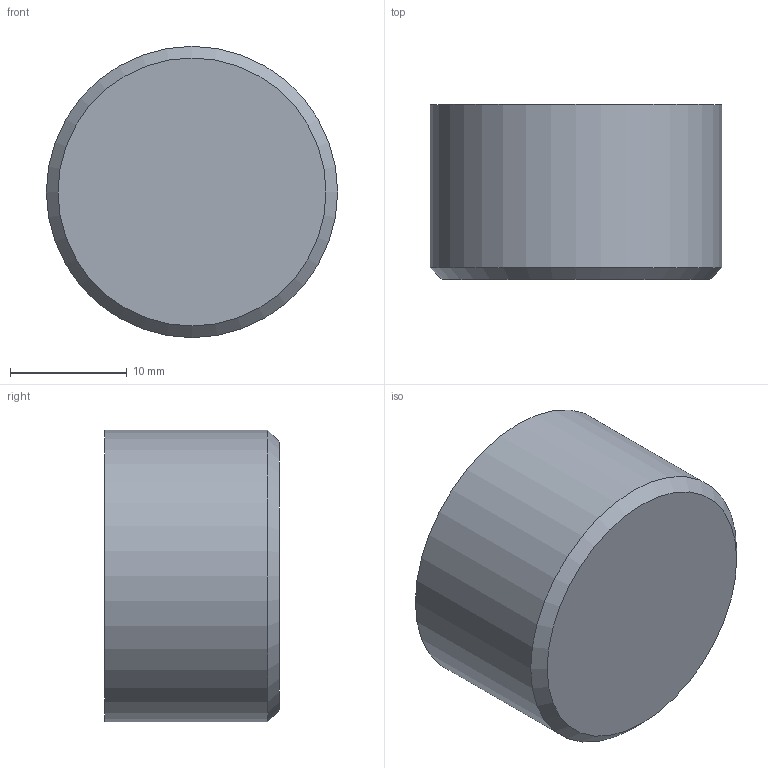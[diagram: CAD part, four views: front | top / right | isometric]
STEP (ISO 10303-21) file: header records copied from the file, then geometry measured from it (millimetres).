
FILE_DESCRIPTION(('FreeCAD Model'),'2;1');
FILE_NAME('Open CASCADE Shape Model','2024-08-17T21:57:43',(''),(''), 'Open CASCADE STEP processor 7.6','FreeCAD','Unknown');
FILE_SCHEMA(('AUTOMOTIVE_DESIGN { 1 0 10303 214 1 1 1 1 }'));
Length unit declared in the file: millimetre
Products named in the file (1): Body_Encoder_Knob
Bounding box: 25 x 15 x 25 mm (x, y, z)
Volume: 4154.1 mm3; surface area: 3163.1 mm2
Topology: 1 solids, 1 shells, 11 faces, 17 edges, 11 vertices
Faces by surface type: plane 6, cylinder 4, cone 1
Full cylindrical faces by diameter (mm): 8 x1, 19 x1, 25 x1
Entity records: 506 total; most frequent: CARTESIAN_POINT 92, DIRECTION 81, ORIENTED_EDGE 34, LINE 34, VECTOR 34, PCURVE 34, DEFINITIONAL_REPRESENTATION 34, AXIS2_PLACEMENT_3D 21
